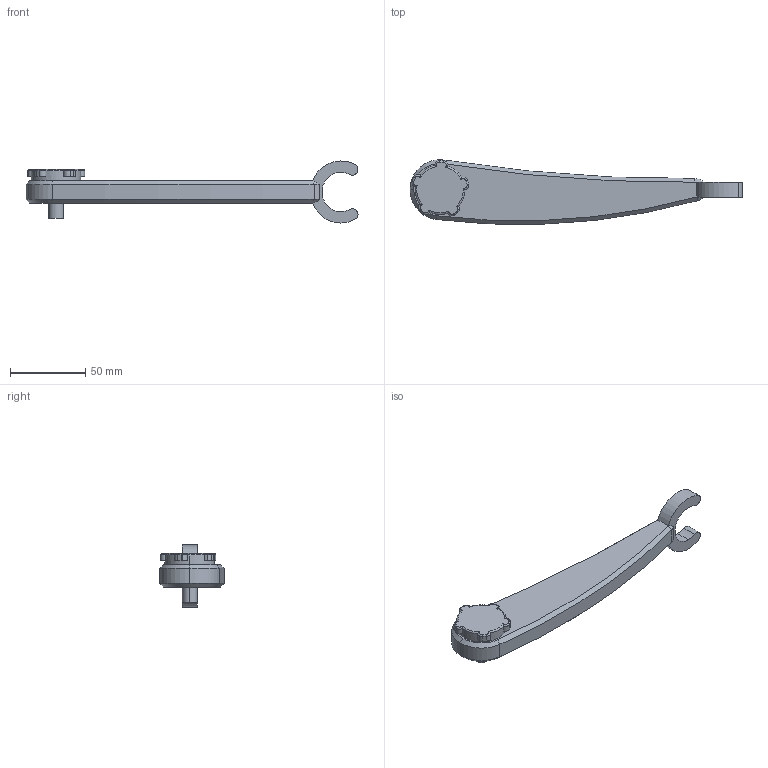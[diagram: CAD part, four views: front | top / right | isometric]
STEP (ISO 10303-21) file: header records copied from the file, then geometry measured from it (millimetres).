
FILE_DESCRIPTION (( 'STEP AP203' ), '1' );
FILE_NAME ('Part3_Default_sldprt.STEP', '2026-02-14T09:35:29', ( '' ), ( '' ), 'SwSTEP 2.0', 'SolidWorks 2023', '' );
FILE_SCHEMA (( 'CONFIG_CONTROL_DESIGN' ));
Length unit declared in the file: millimetre
Products named in the file (1): Part3_Default_sldprt
Bounding box: 221.28 x 43.02 x 41.33 mm (x, y, z)
Volume: 99187.5 mm3; surface area: 20619 mm2
Topology: 1 solids, 1 shells, 85 faces, 212 edges, 131 vertices
Faces by surface type: cylinder 39, torus 19, plane 16, cone 11
Entity records: 2776 total; most frequent: CARTESIAN_POINT 619, DIRECTION 479, ORIENTED_EDGE 424, EDGE_CURVE 212, AXIS2_PLACEMENT_3D 205, VERTEX_POINT 131, CIRCLE 119, EDGE_LOOP 87
